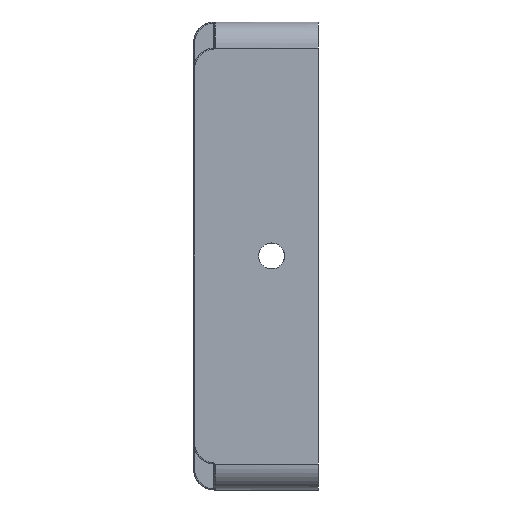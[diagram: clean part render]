
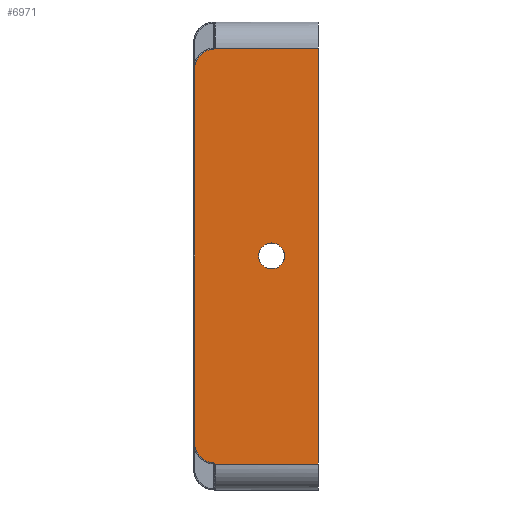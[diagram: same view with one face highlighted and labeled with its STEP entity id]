
A CAD part, left-side view. The second image highlights one B-rep face of the part: STEP entity #6971.
In plain terms, the highlighted planar face has unit normal (-1, 0, 0).
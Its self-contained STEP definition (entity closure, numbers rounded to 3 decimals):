
#26 = LINE ( 'NONE', #1483, #8438 ) ;
#45 = AXIS2_PLACEMENT_3D ( 'NONE', #9149, #3891, #10044 ) ;
#131 = VERTEX_POINT ( 'NONE', #1369 ) ;
#237 = ORIENTED_EDGE ( 'NONE', *, *, #252, .T. ) ;
#252 = EDGE_CURVE ( 'NONE', #3751, #8641, #4822, .T. ) ;
#350 = CARTESIAN_POINT ( 'NONE',  ( -33.75, 20., -45. ) ) ;
#432 = DIRECTION ( 'NONE',  ( 0., -1., 0. ) ) ;
#603 = ORIENTED_EDGE ( 'NONE', *, *, #5222, .T. ) ;
#718 = ORIENTED_EDGE ( 'NONE', *, *, #9911, .T. ) ;
#749 = VERTEX_POINT ( 'NONE', #7576 ) ;
#970 = VERTEX_POINT ( 'NONE', #6207 ) ;
#1311 = DIRECTION ( 'NONE',  ( 0., 0., 1. ) ) ;
#1369 = CARTESIAN_POINT ( 'NONE',  ( -33.75, 19.851, 40. ) ) ;
#1457 = ORIENTED_EDGE ( 'NONE', *, *, #2849, .T. ) ;
#1483 = CARTESIAN_POINT ( 'NONE',  ( -33.75, 20., 40. ) ) ;
#1556 = DIRECTION ( 'NONE',  ( 0., 0., -1. ) ) ;
#1686 = DIRECTION ( 'NONE',  ( -1., 0., 0. ) ) ;
#1823 = ORIENTED_EDGE ( 'NONE', *, *, #10792, .T. ) ;
#2028 = DIRECTION ( 'NONE',  ( 1., 0., 0. ) ) ;
#2203 = CARTESIAN_POINT ( 'NONE',  ( -33.75, 23.8, -45. ) ) ;
#2242 = DIRECTION ( 'NONE',  ( 0., 0., -1. ) ) ;
#2292 = VERTEX_POINT ( 'NONE', #4992 ) ;
#2322 = AXIS2_PLACEMENT_3D ( 'NONE', #8519, #1686, #8683 ) ;
#2655 = EDGE_CURVE ( 'NONE', #970, #6011, #4908, .T. ) ;
#2807 = EDGE_LOOP ( 'NONE', ( #10706, #9729 ) ) ;
#2849 = EDGE_CURVE ( 'NONE', #11088, #970, #11287, .T. ) ;
#2895 = EDGE_CURVE ( 'NONE', #8641, #4167, #10714, .T. ) ;
#2998 = ORIENTED_EDGE ( 'NONE', *, *, #2895, .T. ) ;
#3404 = CARTESIAN_POINT ( 'NONE',  ( -33.75, 19.851, -40. ) ) ;
#3751 = VERTEX_POINT ( 'NONE', #3404 ) ;
#3776 = DIRECTION ( 'NONE',  ( 0., 0., -1. ) ) ;
#3786 = EDGE_LOOP ( 'NONE', ( #4553, #603, #237, #2998, #4034, #718, #1823, #1457 ) ) ;
#3891 = DIRECTION ( 'NONE',  ( 1., 0., 0. ) ) ;
#3974 = VERTEX_POINT ( 'NONE', #6555 ) ;
#4034 = ORIENTED_EDGE ( 'NONE', *, *, #4077, .T. ) ;
#4077 = EDGE_CURVE ( 'NONE', #4167, #131, #26, .T. ) ;
#4122 = CIRCLE ( 'NONE', #2322, 3.8 ) ;
#4167 = VERTEX_POINT ( 'NONE', #7879 ) ;
#4443 = CIRCLE ( 'NONE', #10658, 2.5 ) ;
#4553 = ORIENTED_EDGE ( 'NONE', *, *, #2655, .T. ) ;
#4625 = VECTOR ( 'NONE', #1311, 1000. ) ;
#4730 = DIRECTION ( 'NONE',  ( 1., 0., 0. ) ) ;
#4822 = LINE ( 'NONE', #6529, #10913 ) ;
#4908 = CIRCLE ( 'NONE', #10372, 3.8 ) ;
#4992 = CARTESIAN_POINT ( 'NONE',  ( -33.75, 20.181, 39.796 ) ) ;
#5083 = DIRECTION ( 'NONE',  ( 1., 0., 0. ) ) ;
#5148 = FACE_BOUND ( 'NONE', #2807, .T. ) ;
#5222 = EDGE_CURVE ( 'NONE', #6011, #3751, #7796, .T. ) ;
#5662 = PLANE ( 'NONE',  #10210 ) ;
#5840 = DIRECTION ( 'NONE',  ( -1., 0., 0. ) ) ;
#5981 = DIRECTION ( 'NONE',  ( 0., 0., -1. ) ) ;
#6011 = VERTEX_POINT ( 'NONE', #9295 ) ;
#6207 = CARTESIAN_POINT ( 'NONE',  ( -33.75, 23.8, -36. ) ) ;
#6529 = CARTESIAN_POINT ( 'NONE',  ( -33.75, 20., -40. ) ) ;
#6555 = CARTESIAN_POINT ( 'NONE',  ( -33.75, 9., 2.5 ) ) ;
#6694 = EDGE_CURVE ( 'NONE', #3974, #749, #4443, .T. ) ;
#6717 = DIRECTION ( 'NONE',  ( 0., 1., 0. ) ) ;
#6854 = CARTESIAN_POINT ( 'NONE',  ( -33.75, 20.2, -40.195 ) ) ;
#6971 = ADVANCED_FACE ( 'NONE', ( #5148, #9406 ), #5662, .F. ) ;
#7063 = EDGE_CURVE ( 'NONE', #749, #3974, #10517, .T. ) ;
#7553 = CARTESIAN_POINT ( 'NONE',  ( -33.75, 23.8, 36. ) ) ;
#7576 = CARTESIAN_POINT ( 'NONE',  ( -33.75, 9., -2.5 ) ) ;
#7796 = CIRCLE ( 'NONE', #8204, 0.4 ) ;
#7879 = CARTESIAN_POINT ( 'NONE',  ( -33.75, 0., 40. ) ) ;
#7951 = CARTESIAN_POINT ( 'NONE',  ( -33.75, 9., 0. ) ) ;
#8204 = AXIS2_PLACEMENT_3D ( 'NONE', #6854, #5083, #5981 ) ;
#8385 = CARTESIAN_POINT ( 'NONE',  ( -33.75, 20., -36. ) ) ;
#8438 = VECTOR ( 'NONE', #6717, 1000. ) ;
#8519 = CARTESIAN_POINT ( 'NONE',  ( -33.75, 20., 36. ) ) ;
#8641 = VERTEX_POINT ( 'NONE', #9197 ) ;
#8683 = DIRECTION ( 'NONE',  ( 0., 0., -1. ) ) ;
#8910 = DIRECTION ( 'NONE',  ( 1., 0., 0. ) ) ;
#9122 = DIRECTION ( 'NONE',  ( 0., 0., -1. ) ) ;
#9149 = CARTESIAN_POINT ( 'NONE',  ( -33.75, 9., 0. ) ) ;
#9197 = CARTESIAN_POINT ( 'NONE',  ( -33.75, 0., -40. ) ) ;
#9295 = CARTESIAN_POINT ( 'NONE',  ( -33.75, 20.181, -39.796 ) ) ;
#9296 = CARTESIAN_POINT ( 'NONE',  ( -33.75, 0., -45. ) ) ;
#9406 = FACE_OUTER_BOUND ( 'NONE', #3786, .T. ) ;
#9609 = VECTOR ( 'NONE', #2242, 1000. ) ;
#9729 = ORIENTED_EDGE ( 'NONE', *, *, #6694, .T. ) ;
#9911 = EDGE_CURVE ( 'NONE', #131, #2292, #10050, .T. ) ;
#10044 = DIRECTION ( 'NONE',  ( 0., 0., -1. ) ) ;
#10050 = CIRCLE ( 'NONE', #11295, 0.4 ) ;
#10210 = AXIS2_PLACEMENT_3D ( 'NONE', #350, #4730, #3776 ) ;
#10372 = AXIS2_PLACEMENT_3D ( 'NONE', #8385, #5840, #1556 ) ;
#10517 = CIRCLE ( 'NONE', #45, 2.5 ) ;
#10543 = DIRECTION ( 'NONE',  ( 0., 0., -1. ) ) ;
#10658 = AXIS2_PLACEMENT_3D ( 'NONE', #7951, #8910, #10543 ) ;
#10706 = ORIENTED_EDGE ( 'NONE', *, *, #7063, .T. ) ;
#10714 = LINE ( 'NONE', #9296, #4625 ) ;
#10792 = EDGE_CURVE ( 'NONE', #2292, #11088, #4122, .T. ) ;
#10877 = CARTESIAN_POINT ( 'NONE',  ( -33.75, 20.2, 40.195 ) ) ;
#10913 = VECTOR ( 'NONE', #432, 1000. ) ;
#11088 = VERTEX_POINT ( 'NONE', #7553 ) ;
#11287 = LINE ( 'NONE', #2203, #9609 ) ;
#11295 = AXIS2_PLACEMENT_3D ( 'NONE', #10877, #2028, #9122 ) ;
